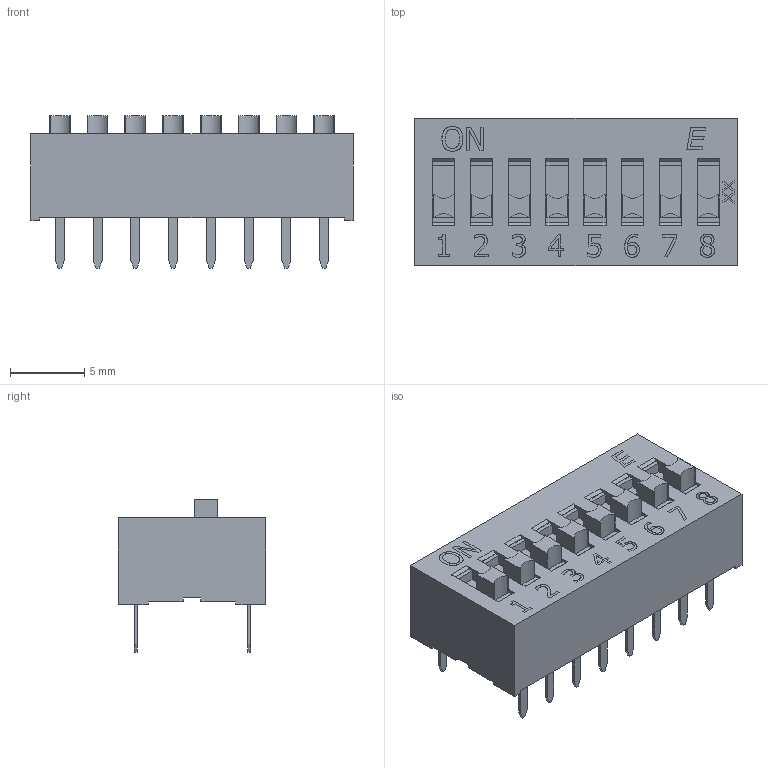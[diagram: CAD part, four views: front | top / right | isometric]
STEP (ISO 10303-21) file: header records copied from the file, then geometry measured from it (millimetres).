
FILE_DESCRIPTION(/* description */ (''),/* implementation_level */ '2;1');
FILE_NAME(/* name */ 'KAS1108Ex.stp',/* time_stamp */ '2025-05-21T11:22:37-05:00',/* author */ ('mroman'),/* organization */ (''),/* preprocessor_version */ 'ST-DEVELOPER v18.1',/* originating_system */ 'Autodesk Inventor 2022',/* authorisation */ '');
FILE_SCHEMA (('AUTOMOTIVE_DESIGN { 1 0 10303 214 3 1 1 }'));
Length unit declared in the file: centimetre
Products named in the file (1): KAS1108Ex
Bounding box: 21.68 x 9.9 x 10.25 mm (x, y, z)
Volume: 1156.2 mm3; surface area: 1075.4 mm2
Topology: 1 solids, 1 shells, 585 faces, 1599 edges, 1066 vertices
Faces by surface type: plane 454, bspline 99, cylinder 32
Entity records: 19058 total; most frequent: CARTESIAN_POINT 4790, ORIENTED_EDGE 3198, DIRECTION 2439, EDGE_CURVE 1599, LINE 1337, VECTOR 1337, VERTEX_POINT 1066, EDGE_LOOP 635
